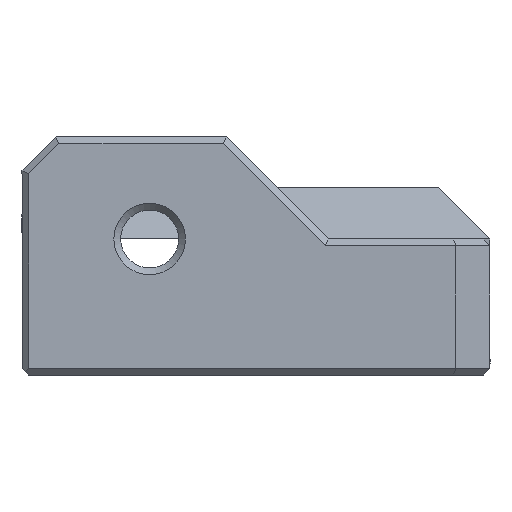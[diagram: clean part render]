
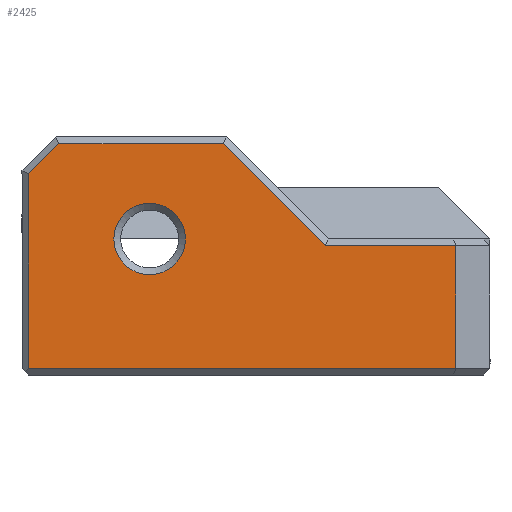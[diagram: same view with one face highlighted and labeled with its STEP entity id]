
A CAD part, left-side view. The second image highlights one B-rep face of the part: STEP entity #2425.
In plain terms, the highlighted planar face has unit normal (-1, 0, 0).
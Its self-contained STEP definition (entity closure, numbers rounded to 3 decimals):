
#34=FACE_BOUND('',#345,.T.);
#76=PLANE('',#2596);
#202=FACE_OUTER_BOUND('',#344,.T.);
#344=EDGE_LOOP('',(#1899,#1900,#1901,#1902,#1903,#1904,#1905));
#345=EDGE_LOOP('',(#1906));
#528=LINE('',#3594,#836);
#564=LINE('',#3677,#872);
#566=LINE('',#3680,#874);
#567=LINE('',#3683,#875);
#568=LINE('',#3685,#876);
#569=LINE('',#3687,#877);
#570=LINE('',#3688,#878);
#836=VECTOR('',#2893,10.);
#872=VECTOR('',#2969,10.);
#874=VECTOR('',#2973,10.);
#875=VECTOR('',#2976,1000.);
#876=VECTOR('',#2977,1000.);
#877=VECTOR('',#2978,1000.);
#878=VECTOR('',#2979,1000.);
#1073=CIRCLE('',#2597,2.1);
#1118=VERTEX_POINT('',#3441);
#1170=VERTEX_POINT('',#3590);
#1196=VERTEX_POINT('',#3674);
#1197=VERTEX_POINT('',#3676);
#1198=VERTEX_POINT('',#3682);
#1199=VERTEX_POINT('',#3684);
#1200=VERTEX_POINT('',#3686);
#1201=VERTEX_POINT('',#3689);
#1417=EDGE_CURVE('',#1170,#1118,#528,.T.);
#1458=EDGE_CURVE('',#1196,#1197,#564,.T.);
#1460=EDGE_CURVE('',#1197,#1170,#566,.T.);
#1461=EDGE_CURVE('',#1196,#1198,#567,.T.);
#1462=EDGE_CURVE('',#1198,#1199,#568,.T.);
#1463=EDGE_CURVE('',#1199,#1200,#569,.T.);
#1464=EDGE_CURVE('',#1200,#1118,#570,.T.);
#1465=EDGE_CURVE('',#1201,#1201,#1073,.T.);
#1899=ORIENTED_EDGE('',*,*,#1460,.F.);
#1900=ORIENTED_EDGE('',*,*,#1458,.F.);
#1901=ORIENTED_EDGE('',*,*,#1461,.T.);
#1902=ORIENTED_EDGE('',*,*,#1462,.T.);
#1903=ORIENTED_EDGE('',*,*,#1463,.T.);
#1904=ORIENTED_EDGE('',*,*,#1464,.T.);
#1905=ORIENTED_EDGE('',*,*,#1417,.F.);
#1906=ORIENTED_EDGE('',*,*,#1465,.T.);
#2425=ADVANCED_FACE('',(#202,#34),#76,.T.);
#2596=AXIS2_PLACEMENT_3D('',#3681,#2974,#2975);
#2597=AXIS2_PLACEMENT_3D('',#3690,#2980,#2981);
#2893=DIRECTION('',(0.,0.,-1.));
#2969=DIRECTION('',(0.,-0.707,-0.707));
#2973=DIRECTION('',(0.,-1.,0.));
#2974=DIRECTION('center_axis',(-1.,0.,0.));
#2975=DIRECTION('ref_axis',(0.,0.,
1.));
#2976=DIRECTION('',(0.,1.,0.));
#2977=DIRECTION('',(0.,0.707,-0.707));
#2978=DIRECTION('',(0.,0.,-1.));
#2979=DIRECTION('',(0.,-1.,0.));
#2980=DIRECTION('center_axis',(1.,0.,0.));
#2981=DIRECTION('ref_axis',(0.,0.,
-1.));
#3441=CARTESIAN_POINT('',(-45.998,37.5,58.6));
#3590=CARTESIAN_POINT('',(-45.998,37.5,65.8));
#3594=CARTESIAN_POINT('',(-45.998,37.5,70.2));
#3674=CARTESIAN_POINT('',(-45.998,51.166,71.8));
#3676=CARTESIAN_POINT('',(-45.998,45.166,65.8));
#3677=CARTESIAN_POINT('',(-45.998,51.283,71.917));
#3680=CARTESIAN_POINT('',(-45.998,62.9,65.8));
#3681=CARTESIAN_POINT('Origin',(-45.998,63.,66.2));
#3682=CARTESIAN_POINT('',(-45.998,60.834,71.8));
#3683=CARTESIAN_POINT('',(-45.998,63.,71.8));
#3684=CARTESIAN_POINT('',(-45.998,62.6,70.034));
#3685=CARTESIAN_POINT('',(-45.998,65.717,66.917));
#3686=CARTESIAN_POINT('',(-45.998,62.6,58.6));
#3687=CARTESIAN_POINT('',(-45.998,62.6,51.2));
#3688=CARTESIAN_POINT('',(-45.998,46.566,58.6));
#3689=CARTESIAN_POINT('',(-45.998,57.6,66.2));
#3690=CARTESIAN_POINT('Origin',(-45.998,55.5,66.2));
